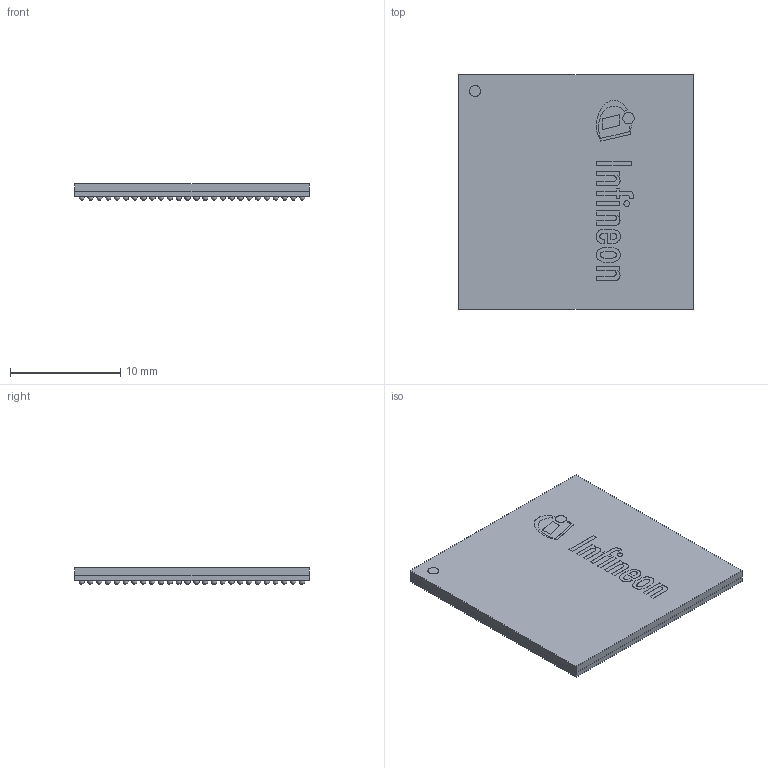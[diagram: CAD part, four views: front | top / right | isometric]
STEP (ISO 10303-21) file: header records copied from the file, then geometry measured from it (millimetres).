
FILE_DESCRIPTION(/* description */ (''),/* implementation_level */ '2;1');
FILE_NAME(/* name */ 'PG-F2BGA-436-3_Z8B00230338_V02_3D.stp',/* time_stamp */ '2025-06-24T18:35:45+05:30',/* author */ ('sivamani'),/* organization */ (''),/* preprocessor_version */ 'ST-DEVELOPER v19.2',/* originating_system */ 'AutoCAD Mechanical',/* authorisation */ '');
FILE_SCHEMA (('AUTOMOTIVE_DESIGN { 1 0 10303 214 3 1 1 }'));
Length unit declared in the file: millimetre
Products named in the file (1): Product
Bounding box: 21.3 x 21.3 x 1.53 mm (x, y, z)
Volume: 560.9 mm3; surface area: 3163.8 mm2
Topology: 452 solids, 452 shells, 1005 faces, 1608 edges, 1072 vertices
Faces by surface type: plane 545, sphere 436, bspline 20, cylinder 4
Full cylindrical faces by diameter (mm): 0.516 x1, 1 x2, 1.044 x1
Entity records: 20943 total; most frequent: CARTESIAN_POINT 3988, DIRECTION 3890, ORIENTED_EDGE 2344, AXIS2_PLACEMENT_3D 1866, EDGE_CURVE 1172, VERTEX_POINT 1072, EDGE_LOOP 1010, FACE_OUTER_BOUND 1005
